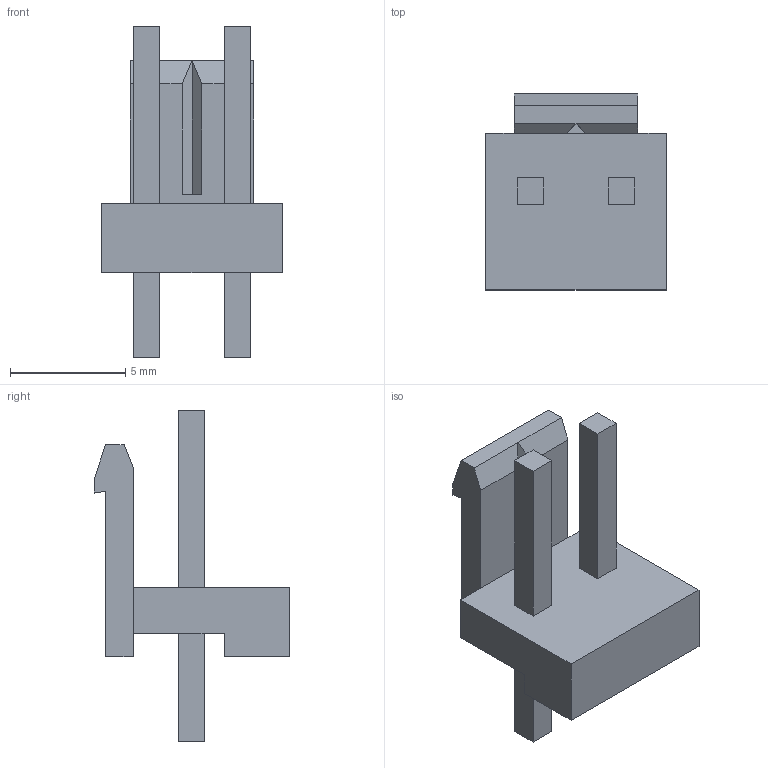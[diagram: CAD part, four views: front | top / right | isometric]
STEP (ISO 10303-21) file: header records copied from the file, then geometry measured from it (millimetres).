
FILE_DESCRIPTION((''),'2;1');
FILE_NAME('C-1-1318300-2','2008-08-21T',('workeradm'),('Tyco Electronics Corporation'),'PRO/ENGINEER BY PARAMETRIC TECHNOLOGY CORPORATION, 2005450','PRO/ENGINEER BY PARAMETRIC TECHNOLOGY CORPORATION, 2005450','');
FILE_SCHEMA(('CONFIG_CONTROL_DESIGN', 'GEOMETRIC_VALIDATION_PROPERTIES_MIM'));
Length unit declared in the file: millimetre
Products named in the file (1): C-1-1318300-2
Bounding box: 7.86 x 8.5 x 14.4 mm (x, y, z)
Volume: 222.5 mm3; surface area: 416.9 mm2
Topology: 1 solids, 1 shells, 44 faces, 108 edges, 70 vertices
Faces by surface type: plane 44
Entity records: 1393 total; most frequent: CARTESIAN_POINT 223, ORIENTED_EDGE 216, DIRECTION 196, VECTOR 108, LINE 108, EDGE_CURVE 108, VERTEX_POINT 70, COLOUR_RGB 64
